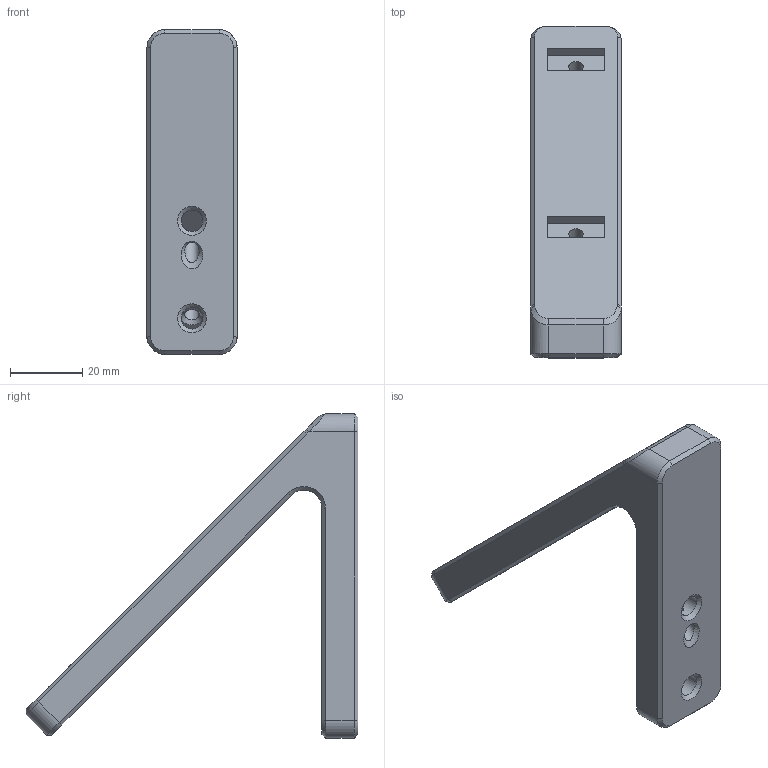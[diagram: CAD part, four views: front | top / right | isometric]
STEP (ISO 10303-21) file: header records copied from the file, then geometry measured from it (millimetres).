
FILE_DESCRIPTION(/* description */ (''),/* implementation_level */ '2;1');
FILE_NAME(/* name */ 'b43cf54d-6e41-4b95-b671-ddb075681220.stp',/* time_stamp */ '2019-01-20T16:23:39-05:00',/* author */ (''),/* organization */ (''),/* preprocessor_version */ 'ST-DEVELOPER v17.2',/* originating_system */ 'Autodesk Translation Framework v7.6.0.251',/* authorisation */ '');
FILE_SCHEMA (('AUTOMOTIVE_DESIGN { 1 0 10303 214 3 1 1 }'));
Length unit declared in the file: millimetre
Products named in the file (1): Screen Leg Mount
Bounding box: 25 x 92.02 x 90 mm (x, y, z)
Volume: 48578.8 mm3; surface area: 14333.4 mm2
Topology: 1 solids, 1 shells, 92 faces, 220 edges, 132 vertices
Faces by surface type: plane 59, cone 16, cylinder 12, bspline 5
Full cylindrical faces by diameter (mm): 4 x3, 6 x2
Entity records: 2840 total; most frequent: CARTESIAN_POINT 670, ORIENTED_EDGE 440, DIRECTION 426, EDGE_CURVE 220, LINE 166, VECTOR 166, VERTEX_POINT 132, AXIS2_PLACEMENT_3D 130
